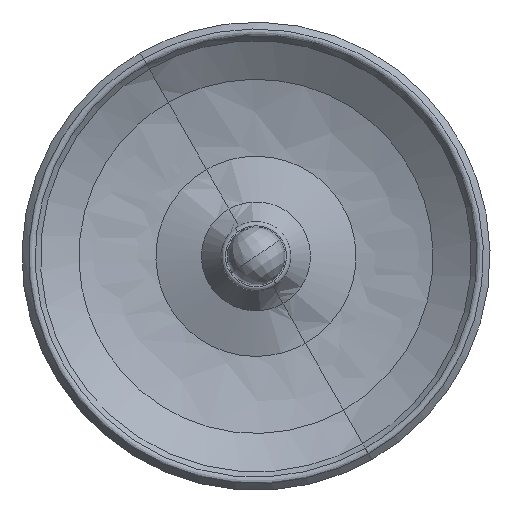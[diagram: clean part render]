
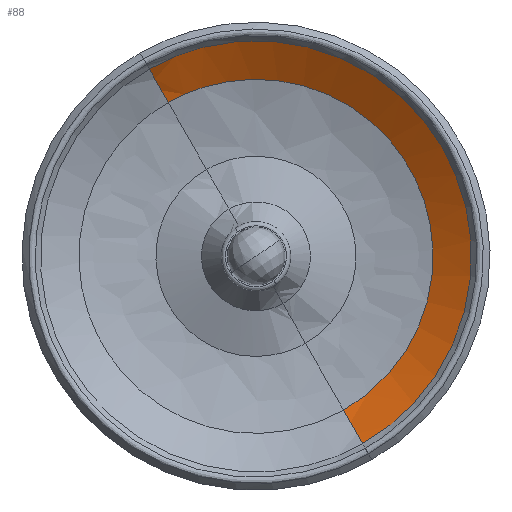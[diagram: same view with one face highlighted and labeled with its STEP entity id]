
A CAD part, top view. The second image highlights one B-rep face of the part: STEP entity #88.
In plain terms, the highlighted free-form (B-spline) face has degree [2, 2] with [9, 9] control points.
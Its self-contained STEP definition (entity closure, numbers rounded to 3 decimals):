
#88=ADVANCED_FACE('',(#142),#748,.T.);
#142=FACE_OUTER_BOUND('',#198,.T.);
#198=EDGE_LOOP('',(#309,#310,#311,#312));
#309=ORIENTED_EDGE('',*,*,#499,.F.);
#310=ORIENTED_EDGE('',*,*,#495,.T.);
#311=ORIENTED_EDGE('',*,*,#500,.F.);
#312=ORIENTED_EDGE('',*,*,#498,.F.);
#495=EDGE_CURVE('',#695,#696,#601,.T.);
#498=EDGE_CURVE('',#697,#698,#604,.T.);
#499=EDGE_CURVE('',#695,#697,#605,.T.);
#500=EDGE_CURVE('',#698,#696,#606,.T.);
#601=(
BOUNDED_CURVE()
B_SPLINE_CURVE(2,(#3896,#3897,#3898,#3899,#3900),.UNSPECIFIED.,.F.,.F.)
B_SPLINE_CURVE_WITH_KNOTS((3,2,3),(-677.013,-338.507,0.),
 .UNSPECIFIED.)
CURVE()
GEOMETRIC_REPRESENTATION_ITEM()
RATIONAL_B_SPLINE_CURVE((1.,0.707,1.,0.707,1.))
REPRESENTATION_ITEM('')
);
#604=(
BOUNDED_CURVE()
B_SPLINE_CURVE(2,(#3907,#3908,#3909,#3910,#3911),.UNSPECIFIED.,.F.,.F.)
B_SPLINE_CURVE_WITH_KNOTS((3,2,3),(-556.062,-278.031,
0.),.UNSPECIFIED.)
CURVE()
GEOMETRIC_REPRESENTATION_ITEM()
RATIONAL_B_SPLINE_CURVE((1.,0.707,1.,0.707,1.))
REPRESENTATION_ITEM('')
);
#605=(
BOUNDED_CURVE()
B_SPLINE_CURVE(2,(#3912,#3913,#3914),.UNSPECIFIED.,.F.,.F.)
B_SPLINE_CURVE_WITH_KNOTS((3,3),(-46.182,0.),.UNSPECIFIED.)
CURVE()
GEOMETRIC_REPRESENTATION_ITEM()
RATIONAL_B_SPLINE_CURVE((1.,0.975,1.))
REPRESENTATION_ITEM('')
);
#606=(
BOUNDED_CURVE()
B_SPLINE_CURVE(2,(#3915,#3916,#3917),.UNSPECIFIED.,.F.,.F.)
B_SPLINE_CURVE_WITH_KNOTS((3,3),(523.883,570.065),
 .UNSPECIFIED.)
CURVE()
GEOMETRIC_REPRESENTATION_ITEM()
RATIONAL_B_SPLINE_CURVE((1.,0.975,1.))
REPRESENTATION_ITEM('')
);
#695=VERTEX_POINT('',#3828);
#696=VERTEX_POINT('',#3829);
#697=VERTEX_POINT('',#3830);
#698=VERTEX_POINT('',#3831);
#748=(
BOUNDED_SURFACE()
B_SPLINE_SURFACE(2,2,((#1731,#1732,#1733,#1734,#1735,#1736,#1737,#1738,
#1739),(#1740,#1741,#1742,#1743,#1744,#1745,#1746,#1747,#1748),(#1749,#1750,
#1751,#1752,#1753,#1754,#1755,#1756,#1757),(#1758,#1759,#1760,#1761,#1762,
#1763,#1764,#1765,#1766),(#1767,#1768,#1769,#1770,#1771,#1772,#1773,#1774,
#1775),(#1776,#1777,#1778,#1779,#1780,#1781,#1782,#1783,#1784),(#1785,#1786,
#1787,#1788,#1789,#1790,#1791,#1792,#1793),(#1794,#1795,#1796,#1797,#1798,
#1799,#1800,#1801,#1802),(#1803,#1804,#1805,#1806,#1807,#1808,#1809,#1810,
#1811)),.UNSPECIFIED.,.T.,.F.,.F.)
B_SPLINE_SURFACE_WITH_KNOTS((3,2,2,2,3),(3,2,2,2,3),(0.,162.577,
325.155,487.732,650.31),(0.,222.393,
444.787,667.18,889.573),.UNSPECIFIED.)
GEOMETRIC_REPRESENTATION_ITEM()
RATIONAL_B_SPLINE_SURFACE(((1.,0.707,1.,0.707,1.,
0.707,1.,0.707,1.),(0.707,0.5,0.707,
0.5,0.707,0.5,0.707,0.5,0.707),(1.,
0.707,1.,0.707,1.,0.707,1.,0.707,
1.),(0.707,0.5,0.707,0.5,0.707,0.5,
0.707,0.5,0.707),(1.,0.707,1.,0.707,
1.,0.707,1.,0.707,1.),(0.707,0.5,0.707,
0.5,0.707,0.5,0.707,0.5,0.707),(1.,
0.707,1.,0.707,1.,0.707,1.,0.707,
1.),(0.707,0.5,0.707,0.5,0.707,0.5,
0.707,0.5,0.707),(1.,0.707,1.,0.707,
1.,0.707,1.,0.707,1.)))
REPRESENTATION_ITEM('')
SURFACE()
);
#1731=CARTESIAN_POINT('',(-121.313,212.949,149.125));
#1732=CARTESIAN_POINT('',(-334.262,91.636,149.125));
#1733=CARTESIAN_POINT('',(-212.949,-121.313,149.125));
#1734=CARTESIAN_POINT('',(-91.636,-334.262,149.125));
#1735=CARTESIAN_POINT('',(121.313,-212.949,149.125));
#1736=CARTESIAN_POINT('',(334.262,-91.636,149.125));
#1737=CARTESIAN_POINT('',(212.949,121.313,149.125));
#1738=CARTESIAN_POINT('',(91.636,334.262,149.125));
#1739=CARTESIAN_POINT('',(-121.313,212.949,149.125));
#1740=CARTESIAN_POINT('',(-121.313,212.949,252.625));
#1741=CARTESIAN_POINT('',(-334.262,91.636,252.625));
#1742=CARTESIAN_POINT('',(-212.949,-121.313,252.625));
#1743=CARTESIAN_POINT('',(-91.636,-334.262,252.625));
#1744=CARTESIAN_POINT('',(121.313,-212.949,252.625));
#1745=CARTESIAN_POINT('',(334.262,-91.636,252.625));
#1746=CARTESIAN_POINT('',(212.949,121.313,252.625));
#1747=CARTESIAN_POINT('',(91.636,334.262,252.625));
#1748=CARTESIAN_POINT('',(-121.313,212.949,252.625));
#1749=CARTESIAN_POINT('',(-70.081,123.018,252.625));
#1750=CARTESIAN_POINT('',(-193.1,52.937,252.625));
#1751=CARTESIAN_POINT('',(-123.018,-70.081,252.625));
#1752=CARTESIAN_POINT('',(-52.937,-193.1,252.625));
#1753=CARTESIAN_POINT('',(70.081,-123.018,252.625));
#1754=CARTESIAN_POINT('',(193.1,-52.937,252.625));
#1755=CARTESIAN_POINT('',(123.018,70.081,252.625));
#1756=CARTESIAN_POINT('',(52.937,193.1,252.625));
#1757=CARTESIAN_POINT('',(-70.081,123.018,252.625));
#1758=CARTESIAN_POINT('',(-18.849,33.088,252.625));
#1759=CARTESIAN_POINT('',(-51.937,14.238,252.625));
#1760=CARTESIAN_POINT('',(-33.088,-18.849,252.625));
#1761=CARTESIAN_POINT('',(-14.238,-51.937,252.625));
#1762=CARTESIAN_POINT('',(18.849,-33.088,252.625));
#1763=CARTESIAN_POINT('',(51.937,-14.238,252.625));
#1764=CARTESIAN_POINT('',(33.088,18.849,252.625));
#1765=CARTESIAN_POINT('',(14.238,51.937,252.625));
#1766=CARTESIAN_POINT('',(-18.849,33.088,252.625));
#1767=CARTESIAN_POINT('',(-18.849,33.088,149.125));
#1768=CARTESIAN_POINT('',(-51.937,14.238,149.125));
#1769=CARTESIAN_POINT('',(-33.088,-18.849,149.125));
#1770=CARTESIAN_POINT('',(-14.238,-51.937,149.125));
#1771=CARTESIAN_POINT('',(18.849,-33.088,149.125));
#1772=CARTESIAN_POINT('',(51.937,-14.238,149.125));
#1773=CARTESIAN_POINT('',(33.088,18.849,149.125));
#1774=CARTESIAN_POINT('',(14.238,51.937,149.125));
#1775=CARTESIAN_POINT('',(-18.849,33.088,149.125));
#1776=CARTESIAN_POINT('',(-18.849,33.088,45.625));
#1777=CARTESIAN_POINT('',(-51.937,14.238,45.625));
#1778=CARTESIAN_POINT('',(-33.088,-18.849,45.625));
#1779=CARTESIAN_POINT('',(-14.238,-51.937,45.625));
#1780=CARTESIAN_POINT('',(18.849,-33.088,45.625));
#1781=CARTESIAN_POINT('',(51.937,-14.238,45.625));
#1782=CARTESIAN_POINT('',(33.088,18.849,45.625));
#1783=CARTESIAN_POINT('',(14.238,51.937,45.625));
#1784=CARTESIAN_POINT('',(-18.849,33.088,45.625));
#1785=CARTESIAN_POINT('',(-70.081,123.018,45.625));
#1786=CARTESIAN_POINT('',(-193.1,52.937,45.625));
#1787=CARTESIAN_POINT('',(-123.018,-70.081,45.625));
#1788=CARTESIAN_POINT('',(-52.937,-193.1,45.625));
#1789=CARTESIAN_POINT('',(70.081,-123.018,45.625));
#1790=CARTESIAN_POINT('',(193.1,-52.937,45.625));
#1791=CARTESIAN_POINT('',(123.018,70.081,45.625));
#1792=CARTESIAN_POINT('',(52.937,193.1,45.625));
#1793=CARTESIAN_POINT('',(-70.081,123.018,45.625));
#1794=CARTESIAN_POINT('',(-121.313,212.949,45.625));
#1795=CARTESIAN_POINT('',(-334.262,91.636,45.625));
#1796=CARTESIAN_POINT('',(-212.949,-121.313,45.625));
#1797=CARTESIAN_POINT('',(-91.636,-334.262,45.625));
#1798=CARTESIAN_POINT('',(121.313,-212.949,45.625));
#1799=CARTESIAN_POINT('',(334.262,-91.636,45.625));
#1800=CARTESIAN_POINT('',(212.949,121.313,45.625));
#1801=CARTESIAN_POINT('',(91.636,334.262,45.625));
#1802=CARTESIAN_POINT('',(-121.313,212.949,45.625));
#1803=CARTESIAN_POINT('',(-121.313,212.949,149.125));
#1804=CARTESIAN_POINT('',(-334.262,91.636,149.125));
#1805=CARTESIAN_POINT('',(-212.949,-121.313,149.125));
#1806=CARTESIAN_POINT('',(-91.636,-334.262,149.125));
#1807=CARTESIAN_POINT('',(121.313,-212.949,149.125));
#1808=CARTESIAN_POINT('',(334.262,-91.636,149.125));
#1809=CARTESIAN_POINT('',(212.949,121.313,149.125));
#1810=CARTESIAN_POINT('',(91.636,334.262,149.125));
#1811=CARTESIAN_POINT('',(-121.313,212.949,149.125));
#3828=CARTESIAN_POINT('',(106.671,-187.247,76.681));
#3829=CARTESIAN_POINT('',(-106.671,187.247,76.681));
#3830=CARTESIAN_POINT('',(87.614,-153.795,51.874));
#3831=CARTESIAN_POINT('',(-87.614,153.795,51.874));
#3896=CARTESIAN_POINT('',(106.671,-187.247,76.681));
#3897=CARTESIAN_POINT('',(293.918,-80.576,76.681));
#3898=CARTESIAN_POINT('',(187.247,106.671,76.681));
#3899=CARTESIAN_POINT('',(80.576,293.918,76.681));
#3900=CARTESIAN_POINT('',(-106.671,187.247,76.681));
#3907=CARTESIAN_POINT('',(87.614,-153.795,51.874));
#3908=CARTESIAN_POINT('',(241.409,-66.181,51.874));
#3909=CARTESIAN_POINT('',(153.795,87.614,51.874));
#3910=CARTESIAN_POINT('',(66.181,241.409,51.874));
#3911=CARTESIAN_POINT('',(-87.614,153.795,51.874));
#3912=CARTESIAN_POINT('',(106.671,-187.247,76.681));
#3913=CARTESIAN_POINT('',(98.536,-172.966,59.91));
#3914=CARTESIAN_POINT('',(87.614,-153.795,51.874));
#3915=CARTESIAN_POINT('',(-87.614,153.795,51.874));
#3916=CARTESIAN_POINT('',(-98.536,172.966,59.91));
#3917=CARTESIAN_POINT('',(-106.671,187.247,76.681));
